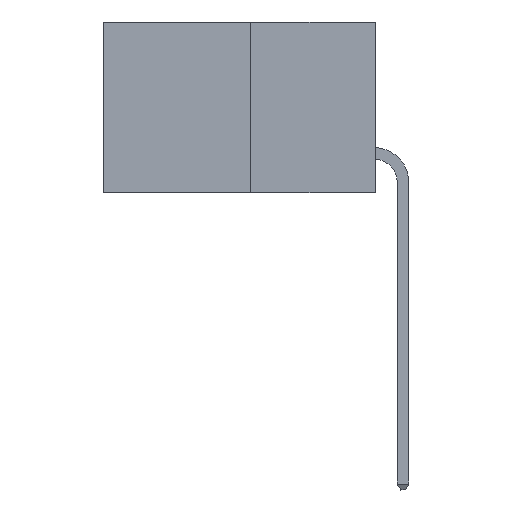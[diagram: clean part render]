
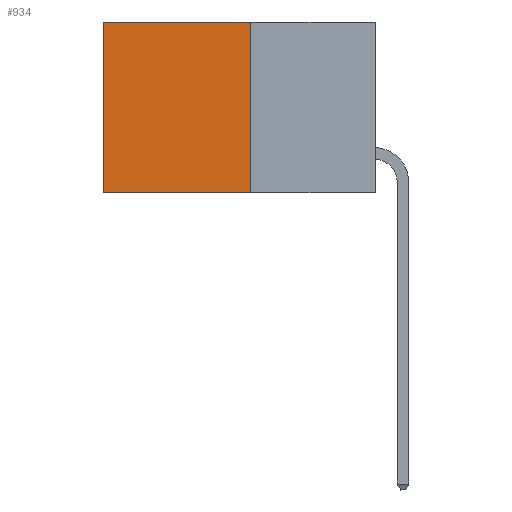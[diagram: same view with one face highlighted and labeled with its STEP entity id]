
A CAD part, left-side view. The second image highlights one B-rep face of the part: STEP entity #934.
In plain terms, the highlighted planar face has unit normal (-1, 0, 0).
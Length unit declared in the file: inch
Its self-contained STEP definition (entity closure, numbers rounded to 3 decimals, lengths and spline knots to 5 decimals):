
#624 = VERTEX_POINT ( 'NONE', #2583 ) ;
#859 = DIRECTION ( 'NONE',  ( 1., 0., 0. ) ) ;
#934 = ADVANCED_FACE ( 'NONE', ( #1723 ), #12246, .F. ) ;
#1723 = FACE_OUTER_BOUND ( 'NONE', #12237, .T. ) ;
#1931 = CARTESIAN_POINT ( 'NONE',  ( 0.277, 0.27, 0. ) ) ;
#2338 = LINE ( 'NONE', #6945, #5006 ) ;
#2583 = CARTESIAN_POINT ( 'NONE',  ( 0.277, 0.59, 0. ) ) ;
#3459 = AXIS2_PLACEMENT_3D ( 'NONE', #7748, #859, #7749 ) ;
#4916 = EDGE_CURVE ( 'NONE', #624, #7690, #12529, .T. ) ;
#5006 = VECTOR ( 'NONE', #6994, 39.37008 ) ;
#5470 = ORIENTED_EDGE ( 'NONE', *, *, #4916, .T. ) ;
#5618 = ORIENTED_EDGE ( 'NONE', *, *, #7652, .T. ) ;
#5682 = DIRECTION ( 'NONE',  ( 0., 1., 0. ) ) ;
#5929 = VECTOR ( 'NONE', #5682, 39.37008 ) ;
#6196 = DIRECTION ( 'NONE',  ( 0., 0., -1. ) ) ;
#6400 = LINE ( 'NONE', #12186, #11978 ) ;
#6421 = CARTESIAN_POINT ( 'NONE',  ( 0.277, 0.59, -0.37 ) ) ;
#6609 = CARTESIAN_POINT ( 'NONE',  ( 0.277, 0.27, -0.37 ) ) ;
#6856 = EDGE_CURVE ( 'NONE', #12292, #7581, #6400, .T. ) ;
#6945 = CARTESIAN_POINT ( 'NONE',  ( 0.277, 0.27, 0. ) ) ;
#6994 = DIRECTION ( 'NONE',  ( 0., 1., 0. ) ) ;
#7496 = DIRECTION ( 'NONE',  ( 0., 0., -1. ) ) ;
#7581 = VERTEX_POINT ( 'NONE', #7903 ) ;
#7652 = EDGE_CURVE ( 'NONE', #12292, #624, #2338, .T. ) ;
#7690 = VERTEX_POINT ( 'NONE', #6421 ) ;
#7748 = CARTESIAN_POINT ( 'NONE',  ( 0.277, 0.27, -0.37 ) ) ;
#7749 = DIRECTION ( 'NONE',  ( 0., 0., -1. ) ) ;
#7903 = CARTESIAN_POINT ( 'NONE',  ( 0.277, 0.27, -0.37 ) ) ;
#8525 = LINE ( 'NONE', #6609, #5929 ) ;
#9414 = ORIENTED_EDGE ( 'NONE', *, *, #11521, .F. ) ;
#11521 = EDGE_CURVE ( 'NONE', #7581, #7690, #8525, .T. ) ;
#11978 = VECTOR ( 'NONE', #7496, 39.37008 ) ;
#12186 = CARTESIAN_POINT ( 'NONE',  ( 0.277, 0.27, -0.37 ) ) ;
#12209 = VECTOR ( 'NONE', #6196, 39.37008 ) ;
#12237 = EDGE_LOOP ( 'NONE', ( #5470, #9414, #12774, #5618 ) ) ;
#12246 = PLANE ( 'NONE',  #3459 ) ;
#12292 = VERTEX_POINT ( 'NONE', #1931 ) ;
#12529 = LINE ( 'NONE', #12559, #12209 ) ;
#12559 = CARTESIAN_POINT ( 'NONE',  ( 0.277, 0.59, -0.37 ) ) ;
#12774 = ORIENTED_EDGE ( 'NONE', *, *, #6856, .F. ) ;
